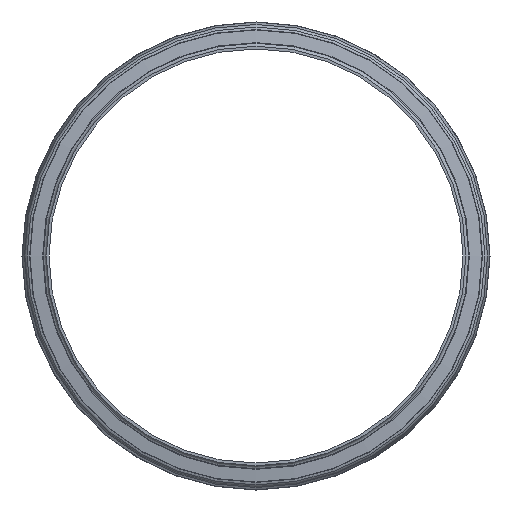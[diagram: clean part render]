
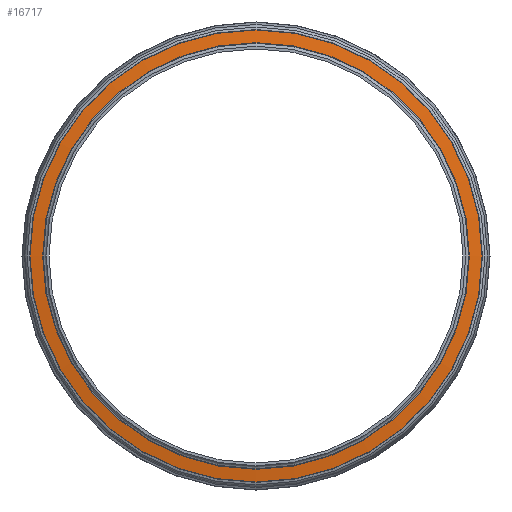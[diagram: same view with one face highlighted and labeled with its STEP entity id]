
A CAD part, left-side view. The second image highlights one B-rep face of the part: STEP entity #16717.
In plain terms, the highlighted conical face has half-angle 81.984 degrees and reference radius 318.633 mm.
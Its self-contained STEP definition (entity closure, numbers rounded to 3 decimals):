
#195=CONICAL_SURFACE('',#18780,318.633,1.431);
#1285=FACE_OUTER_BOUND('',#2191,.T.);
#2191=EDGE_LOOP('',(#13301,#13302,#13303,#13304,#13305,#13306,#13307));
#2867=LINE('',#30123,#3319);
#3319=VECTOR('',#23856,318.633);
#4677=CIRCLE('',#18778,309.148);
#4678=CIRCLE('',#18779,309.148);
#4679=CIRCLE('',#18781,328.118);
#4680=CIRCLE('',#18782,328.118);
#4681=CIRCLE('',#18783,328.118);
#6795=VERTEX_POINT('',#30112);
#6796=VERTEX_POINT('',#30114);
#6797=VERTEX_POINT('',#30118);
#6798=VERTEX_POINT('',#30119);
#6799=VERTEX_POINT('',#30121);
#9143=EDGE_CURVE('',#6796,#6795,#4677,.T.);
#9144=EDGE_CURVE('',#6795,#6796,#4678,.T.);
#9145=EDGE_CURVE('',#6797,#6798,#4679,.T.);
#9146=EDGE_CURVE('',#6799,#6797,#4680,.T.);
#9147=EDGE_CURVE('',#6799,#6796,#2867,.T.);
#9148=EDGE_CURVE('',#6798,#6799,#4681,.T.);
#13301=ORIENTED_EDGE('',*,*,#9145,.F.);
#13302=ORIENTED_EDGE('',*,*,#9146,.F.);
#13303=ORIENTED_EDGE('',*,*,#9147,.T.);
#13304=ORIENTED_EDGE('',*,*,#9143,.T.);
#13305=ORIENTED_EDGE('',*,*,#9144,.T.);
#13306=ORIENTED_EDGE('',*,*,#9147,.F.);
#13307=ORIENTED_EDGE('',*,*,#9148,.F.);
#16717=ADVANCED_FACE('',(#1285),#195,.T.);
#18778=AXIS2_PLACEMENT_3D('',#30115,#23846,#23847);
#18779=AXIS2_PLACEMENT_3D('',#30116,#23848,#23849);
#18780=AXIS2_PLACEMENT_3D('',#30117,#23850,#23851);
#18781=AXIS2_PLACEMENT_3D('',#30120,#23852,#23853);
#18782=AXIS2_PLACEMENT_3D('',#30122,#23854,#23855);
#18783=AXIS2_PLACEMENT_3D('',#30124,#23857,#23858);
#23846=DIRECTION('center_axis',(1.,0.,0.));
#23847=DIRECTION('ref_axis',(0.,0.,-1.));
#23848=DIRECTION('center_axis',(1.,0.,0.));
#23849=DIRECTION('ref_axis',(0.,0.,-1.));
#23850=DIRECTION('center_axis',(1.,0.,0.));
#23851=DIRECTION('ref_axis',(0.,1.,0.));
#23852=DIRECTION('center_axis',(1.,0.,0.));
#23853=DIRECTION('ref_axis',(0.,0.,-1.));
#23854=DIRECTION('center_axis',(1.,0.,0.));
#23855=DIRECTION('ref_axis',(0.,0.,-1.));
#23856=DIRECTION('',(-0.139,0.99,0.));
#23857=DIRECTION('center_axis',(1.,0.,0.));
#23858=DIRECTION('ref_axis',(0.,0.,-1.));
#30112=CARTESIAN_POINT('',(24.088,-1.993,309.148));
#30114=CARTESIAN_POINT('',(24.088,-311.141,0.));
#30115=CARTESIAN_POINT('Origin',(24.088,-1.993,0.));
#30116=CARTESIAN_POINT('Origin',(24.088,-1.993,0.));
#30117=CARTESIAN_POINT('Origin',(25.424,-1.993,0.));
#30118=CARTESIAN_POINT('',(26.758,326.126,0.));
#30119=CARTESIAN_POINT('',(26.758,-1.993,328.118));
#30120=CARTESIAN_POINT('Origin',(26.758,-1.993,0.));
#30121=CARTESIAN_POINT('',(26.758,-330.111,0.));
#30122=CARTESIAN_POINT('Origin',(26.758,-1.993,0.));
#30123=CARTESIAN_POINT('',(25.424,-320.626,0.));
#30124=CARTESIAN_POINT('Origin',(26.758,-1.993,0.));
